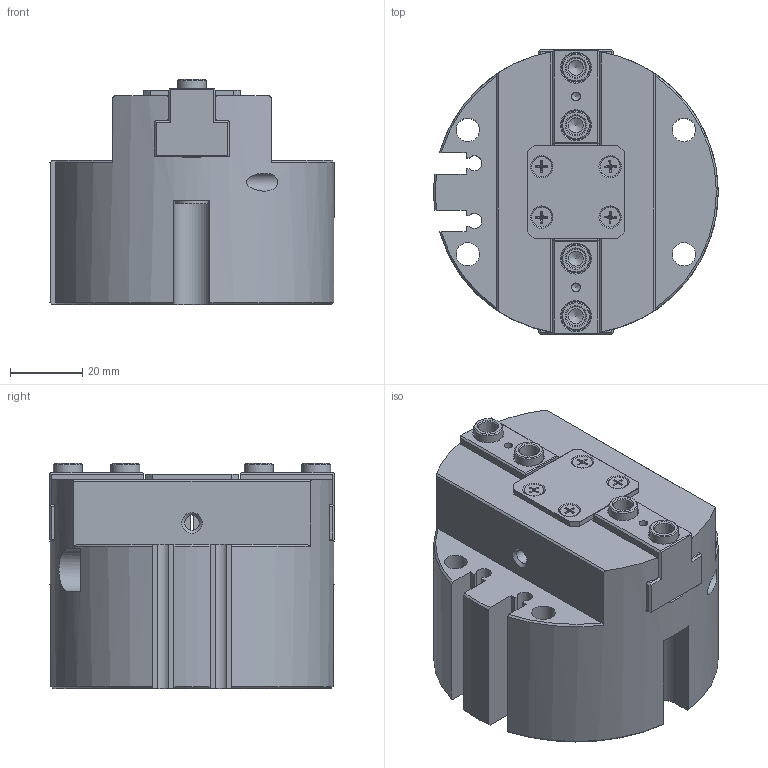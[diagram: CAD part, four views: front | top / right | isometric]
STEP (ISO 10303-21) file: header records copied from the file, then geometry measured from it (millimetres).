
FILE_DESCRIPTION(/* description */ (''),/* implementation_level */ '2;1');
FILE_NAME(/* name */ 'MPO 080 C1.stp',/* time_stamp */ '2021-03-17T17:52:14+01:00',/* author */ ('Emilio'),/* organization */ (''),/* preprocessor_version */ 'ST-DEVELOPER v17.2',/* originating_system */ 'Autodesk Inventor 2019',/* authorisation */ '');
FILE_SCHEMA (('AUTOMOTIVE_DESIGN { 1 0 10303 214 3 1 1 }'));
Length unit declared in the file: millimetre
Products named in the file (11): MPO 080 C1; MPO-80-CORPO-CLIENTE; MPO-80-FONDELLO-CLIENTE; PZP-80 GRIFFA C1 (OPP-80_PGP-80)-CLIENTE; PGP-80-COPERCHIO; DIN EN ISO 7046-1 - M3 x 8 - 4.8 - H; DIN 913 - M4 x 4; DIN 913 - M4 x 8; ISO 10642  - M6  x  16; BOCCOLA SENSORE M8; BOCCOLA 8H7L5.4
Assembly tree (20 placements, depth 2):
  MPO 080 C1
    MPO-80-CORPO-CLIENTE
    MPO-80-FONDELLO-CLIENTE
    PZP-80 GRIFFA C1 (OPP-80_PGP-80)-CLIENTE  x2
    PGP-80-COPERCHIO
    DIN EN ISO 7046-1 - M3 x 8 - 4.8 - H  x4
    DIN 913 - M4 x 4  x2
    DIN 913 - M4 x 8  x2
    ISO 10642  - M6  x  16
    BOCCOLA SENSORE M8  x2
    BOCCOLA 8H7L5.4  x4
Bounding box: 78.96 x 79 x 62.5 mm (x, y, z)
Volume: 250356.7 mm3; surface area: 53634.9 mm2
Topology: 20 solids, 20 shells, 480 faces, 1323 edges, 893 vertices
Faces by surface type: plane 246, cone 120, cylinder 93, torus 21
Full cylindrical faces by diameter (mm): 2.459 x6, 2.5 x2, 2.693 x4, 3 x4, 3.242 x5, 4 x8, 4.134 x8, 5 x4, 5.3 x4, 5.5 x4, 6 x1, 6.5 x4, 6.647 x2, 8 x8, 8.5 x2, 9 x2, 9.1 x2, 11.34 x1, 35 x1, 51 x1
Entity records: 10822 total; most frequent: CARTESIAN_POINT 2361, DIRECTION 1719, ORIENTED_EDGE 1662, EDGE_CURVE 831, AXIS2_PLACEMENT_3D 645, VERTEX_POINT 574, LINE 429, VECTOR 429
